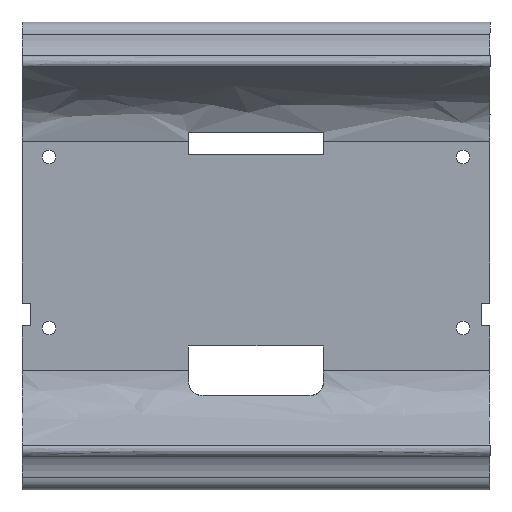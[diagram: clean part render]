
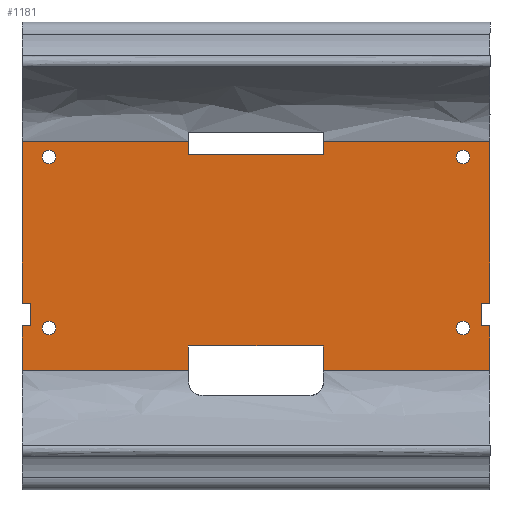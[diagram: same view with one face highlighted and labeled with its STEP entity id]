
A CAD part, front view. The second image highlights one B-rep face of the part: STEP entity #1181.
In plain terms, the highlighted planar face has unit normal (0, -1, 0).
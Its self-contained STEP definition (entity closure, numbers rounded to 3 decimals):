
#41=FACE_BOUND('',#200,.T.);
#42=FACE_BOUND('',#201,.T.);
#43=FACE_BOUND('',#202,.T.);
#44=FACE_BOUND('',#203,.T.);
#69=CIRCLE('',#1264,1.5);
#70=CIRCLE('',#1265,1.5);
#71=CIRCLE('',#1266,1.5);
#72=CIRCLE('',#1267,1.5);
#129=FACE_OUTER_BOUND('',#199,.T.);
#199=EDGE_LOOP('',(#883,#884,#885,#886,#887,#888,#889,#890,#891,#892,#893,
#894,#895,#896,#897,#898,#899,#900,#901,#902));
#200=EDGE_LOOP('',(#903));
#201=EDGE_LOOP('',(#904));
#202=EDGE_LOOP('',(#905));
#203=EDGE_LOOP('',(#906));
#259=LINE('',#1643,#377);
#261=LINE('',#1647,#379);
#265=LINE('',#1655,#383);
#269=LINE('',#1664,#387);
#274=LINE('',#1675,#392);
#280=LINE('',#1685,#398);
#284=LINE('',#1694,#402);
#305=LINE('',#1785,#423);
#306=LINE('',#1788,#424);
#320=LINE('',#1860,#438);
#321=LINE('',#1862,#439);
#322=LINE('',#1864,#440);
#323=LINE('',#1866,#441);
#324=LINE('',#1868,#442);
#325=LINE('',#1869,#443);
#326=LINE('',#1871,#444);
#327=LINE('',#1873,#445);
#328=LINE('',#1875,#446);
#329=LINE('',#1877,#447);
#330=LINE('',#1878,#448);
#377=VECTOR('',#1329,10.);
#379=VECTOR('',#1333,10.);
#383=VECTOR('',#1339,10.);
#387=VECTOR('',#1345,10.);
#392=VECTOR('',#1352,10.);
#398=VECTOR('',#1360,10.);
#402=VECTOR('',#1368,10.);
#423=VECTOR('',#1407,10.);
#424=VECTOR('',#1410,10.);
#438=VECTOR('',#1462,10.);
#439=VECTOR('',#1463,10.);
#440=VECTOR('',#1464,10.);
#441=VECTOR('',#1465,10.);
#442=VECTOR('',#1466,10.);
#443=VECTOR('',#1467,10.);
#444=VECTOR('',#1468,10.);
#445=VECTOR('',#1469,10.);
#446=VECTOR('',#1470,10.);
#447=VECTOR('',#1471,10.);
#448=VECTOR('',#1472,10.);
#495=VERTEX_POINT('',#1640);
#496=VERTEX_POINT('',#1642);
#497=VERTEX_POINT('',#1646);
#500=VERTEX_POINT('',#1654);
#503=VERTEX_POINT('',#1662);
#504=VERTEX_POINT('',#1663);
#508=VERTEX_POINT('',#1673);
#509=VERTEX_POINT('',#1674);
#515=VERTEX_POINT('',#1693);
#538=VERTEX_POINT('',#1775);
#539=VERTEX_POINT('',#1787);
#559=VERTEX_POINT('',#1859);
#560=VERTEX_POINT('',#1861);
#561=VERTEX_POINT('',#1863);
#562=VERTEX_POINT('',#1865);
#563=VERTEX_POINT('',#1867);
#564=VERTEX_POINT('',#1870);
#565=VERTEX_POINT('',#1872);
#566=VERTEX_POINT('',#1874);
#567=VERTEX_POINT('',#1876);
#568=VERTEX_POINT('',#1879);
#569=VERTEX_POINT('',#1881);
#570=VERTEX_POINT('',#1883);
#571=VERTEX_POINT('',#1885);
#607=EDGE_CURVE('',#496,#495,#259,.T.);
#609=EDGE_CURVE('',#497,#496,#261,.T.);
#613=EDGE_CURVE('',#495,#500,#265,.T.);
#617=EDGE_CURVE('',#503,#504,#269,.T.);
#622=EDGE_CURVE('',#508,#509,#274,.T.);
#628=EDGE_CURVE('',#504,#508,#280,.T.);
#632=EDGE_CURVE('',#497,#515,#284,.T.);
#661=EDGE_CURVE('',#538,#509,#305,.T.);
#662=EDGE_CURVE('',#503,#539,#306,.T.);
#688=EDGE_CURVE('',#559,#500,#320,.T.);
#689=EDGE_CURVE('',#559,#560,#321,.T.);
#690=EDGE_CURVE('',#560,#561,#322,.T.);
#691=EDGE_CURVE('',#561,#562,#323,.T.);
#692=EDGE_CURVE('',#562,#563,#324,.T.);
#693=EDGE_CURVE('',#563,#539,#325,.T.);
#694=EDGE_CURVE('',#538,#564,#326,.T.);
#695=EDGE_CURVE('',#564,#565,#327,.T.);
#696=EDGE_CURVE('',#565,#566,#328,.T.);
#697=EDGE_CURVE('',#566,#567,#329,.T.);
#698=EDGE_CURVE('',#567,#515,#330,.T.);
#699=EDGE_CURVE('',#568,#568,#69,.T.);
#700=EDGE_CURVE('',#569,#569,#70,.T.);
#701=EDGE_CURVE('',#570,#570,#71,.T.);
#702=EDGE_CURVE('',#571,#571,#72,.T.);
#883=ORIENTED_EDGE('',*,*,#613,.T.);
#884=ORIENTED_EDGE('',*,*,#688,.F.);
#885=ORIENTED_EDGE('',*,*,#689,.T.);
#886=ORIENTED_EDGE('',*,*,#690,.T.);
#887=ORIENTED_EDGE('',*,*,#691,.T.);
#888=ORIENTED_EDGE('',*,*,#692,.T.);
#889=ORIENTED_EDGE('',*,*,#693,.T.);
#890=ORIENTED_EDGE('',*,*,#662,.F.);
#891=ORIENTED_EDGE('',*,*,#617,.T.);
#892=ORIENTED_EDGE('',*,*,#628,.T.);
#893=ORIENTED_EDGE('',*,*,#622,.T.);
#894=ORIENTED_EDGE('',*,*,#661,.F.);
#895=ORIENTED_EDGE('',*,*,#694,.T.);
#896=ORIENTED_EDGE('',*,*,#695,.T.);
#897=ORIENTED_EDGE('',*,*,#696,.T.);
#898=ORIENTED_EDGE('',*,*,#697,.T.);
#899=ORIENTED_EDGE('',*,*,#698,.T.);
#900=ORIENTED_EDGE('',*,*,#632,.F.);
#901=ORIENTED_EDGE('',*,*,#609,.T.);
#902=ORIENTED_EDGE('',*,*,#607,.T.);
#903=ORIENTED_EDGE('',*,*,#699,.T.);
#904=ORIENTED_EDGE('',*,*,#700,.T.);
#905=ORIENTED_EDGE('',*,*,#701,.T.);
#906=ORIENTED_EDGE('',*,*,#702,.T.);
#1137=PLANE('',#1263);
#1181=ADVANCED_FACE('',(#129,#41,#42,#43,#44),#1137,.T.);
#1263=AXIS2_PLACEMENT_3D('',#1858,#1460,#1461);
#1264=AXIS2_PLACEMENT_3D('',#1880,#1473,#1474);
#1265=AXIS2_PLACEMENT_3D('',#1882,#1475,#1476);
#1266=AXIS2_PLACEMENT_3D('',#1884,#1477,#1478);
#1267=AXIS2_PLACEMENT_3D('',#1886,#1479,#1480);
#1329=DIRECTION('',(0.,0.,-1.));
#1333=DIRECTION('',(1.,0.,0.));
#1339=DIRECTION('',(-1.,0.,0.));
#1345=DIRECTION('',(-1.,0.,0.));
#1352=DIRECTION('',(1.,0.,0.));
#1360=DIRECTION('',(0.,0.,1.));
#1368=DIRECTION('',(0.,0.,1.));
#1407=DIRECTION('',(0.,0.,-1.));
#1410=DIRECTION('',(0.,0.,-1.));
#1460=DIRECTION('center_axis',(0.,-1.,0.));
#1461=DIRECTION('ref_axis',(1.,0.,0.));
#1462=DIRECTION('',(0.,0.,1.));
#1463=DIRECTION('',(1.,0.,0.));
#1464=DIRECTION('',(0.,0.,1.));
#1465=DIRECTION('',(1.,0.,0.));
#1466=DIRECTION('',(0.,0.,-1.));
#1467=DIRECTION('',(1.,0.,0.));
#1468=DIRECTION('',(-1.,0.,0.));
#1469=DIRECTION('',(0.,0.,-1.));
#1470=DIRECTION('',(-1.,0.,0.));
#1471=DIRECTION('',(0.,0.,1.));
#1472=DIRECTION('',(-1.,0.,0.));
#1473=DIRECTION('center_axis',(0.,1.,0.));
#1474=DIRECTION('ref_axis',(1.,0.,0.));
#1475=DIRECTION('center_axis',(0.,1.,0.));
#1476=DIRECTION('ref_axis',(1.,0.,0.));
#1477=DIRECTION('center_axis',(0.,1.,0.));
#1478=DIRECTION('ref_axis',(1.,0.,0.));
#1479=DIRECTION('center_axis',(0.,1.,0.));
#1480=DIRECTION('ref_axis',(1.,0.,0.));
#1640=CARTESIAN_POINT('',(-4.1,-5.,-38.));
#1642=CARTESIAN_POINT('',(-4.1,-5.,-33.));
#1643=CARTESIAN_POINT('',(-4.1,-5.,-30.25));
#1646=CARTESIAN_POINT('',(-6.,-5.,-33.));
#1647=CARTESIAN_POINT('',(20.95,-5.,-33.));
#1654=CARTESIAN_POINT('',(-6.,-5.,-38.));
#1655=CARTESIAN_POINT('',(20.,-5.,-38.));
#1662=CARTESIAN_POINT('',(98.,-5.,-38.));
#1663=CARTESIAN_POINT('',(96.1,-5.,-38.));
#1664=CARTESIAN_POINT('',(71.05,-5.,-38.));
#1673=CARTESIAN_POINT('',(96.1,-5.,-33.));
#1674=CARTESIAN_POINT('',(98.,-5.,-33.));
#1675=CARTESIAN_POINT('',(72.,-5.,-33.));
#1685=CARTESIAN_POINT('',(96.1,-5.,-27.75));
#1693=CARTESIAN_POINT('',(-6.,-5.,3.));
#1694=CARTESIAN_POINT('',(-6.,-5.,-74.5));
#1775=CARTESIAN_POINT('',(98.,-5.,3.));
#1785=CARTESIAN_POINT('',(98.,-5.,29.5));
#1787=CARTESIAN_POINT('',(98.,-5.,-48.));
#1788=CARTESIAN_POINT('',(98.,-5.,29.5));
#1858=CARTESIAN_POINT('Origin',(46.,-5.,-22.5));
#1859=CARTESIAN_POINT('',(-6.,-5.,-48.));
#1860=CARTESIAN_POINT('',(-6.,-5.,-74.5));
#1861=CARTESIAN_POINT('',(31.,-5.,-48.));
#1862=CARTESIAN_POINT('',(87.5,-5.,-48.));
#1863=CARTESIAN_POINT('',(31.,-5.,-42.5));
#1864=CARTESIAN_POINT('',(31.,-5.,-32.5));
#1865=CARTESIAN_POINT('',(61.,-5.,-42.5));
#1866=CARTESIAN_POINT('',(53.5,-5.,-42.5));
#1867=CARTESIAN_POINT('',(61.,-5.,-48.));
#1868=CARTESIAN_POINT('',(61.,-5.,-36.5));
#1869=CARTESIAN_POINT('',(87.5,-5.,-48.));
#1870=CARTESIAN_POINT('',(61.,-5.,3.));
#1871=CARTESIAN_POINT('',(4.5,-5.,3.));
#1872=CARTESIAN_POINT('',(61.,-5.,0.));
#1873=CARTESIAN_POINT('',(61.,-5.,-11.25));
#1874=CARTESIAN_POINT('',(31.,-5.,0.));
#1875=CARTESIAN_POINT('',(38.5,-5.,0.));
#1876=CARTESIAN_POINT('',(31.,-5.,3.));
#1877=CARTESIAN_POINT('',(31.,-5.,-8.75));
#1878=CARTESIAN_POINT('',(4.5,-5.,3.));
#1879=CARTESIAN_POINT('',(-1.5,-5.,-0.5));
#1880=CARTESIAN_POINT('Origin',(0.,-5.,
-0.5));
#1881=CARTESIAN_POINT('',(90.5,-5.,-38.5));
#1882=CARTESIAN_POINT('Origin',(92.,-5.,-38.5));
#1883=CARTESIAN_POINT('',(-1.5,-5.,-38.5));
#1884=CARTESIAN_POINT('Origin',(0.,-5.,
-38.5));
#1885=CARTESIAN_POINT('',(90.5,-5.,-0.5));
#1886=CARTESIAN_POINT('Origin',(92.,-5.,-0.5));
